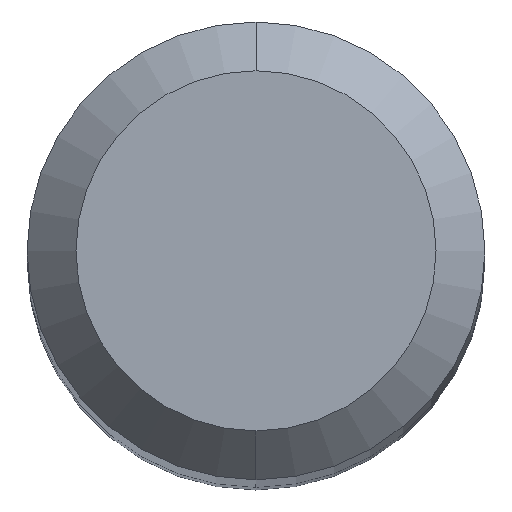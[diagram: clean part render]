
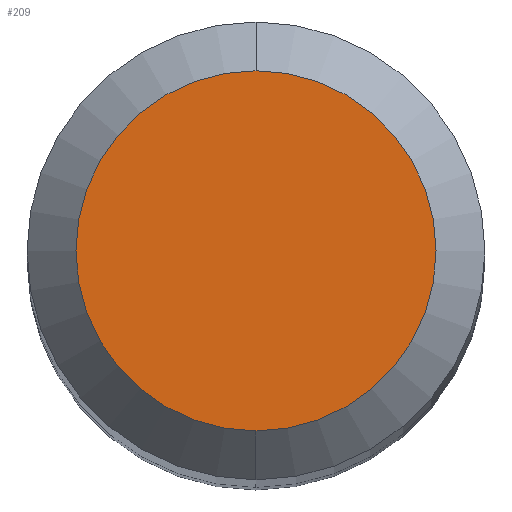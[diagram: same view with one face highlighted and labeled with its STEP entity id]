
A CAD part, top view. The second image highlights one B-rep face of the part: STEP entity #209.
In plain terms, the highlighted planar face has unit normal (0, 0, 1).
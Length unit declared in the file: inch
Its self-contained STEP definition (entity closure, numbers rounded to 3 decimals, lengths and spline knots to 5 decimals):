
#8 = ORIENTED_EDGE ( 'NONE', *, *, #166, .T. ) ;
#24 = DIRECTION ( 'NONE',  ( 0., 0., 1. ) ) ;
#31 = FACE_OUTER_BOUND ( 'NONE', #42, .T. ) ;
#34 = DIRECTION ( 'NONE',  ( 0., 0., 1. ) ) ;
#37 = CARTESIAN_POINT ( 'NONE',  ( 0., -0.07375, 0. ) ) ;
#42 = EDGE_LOOP ( 'NONE', ( #136, #8 ) ) ;
#48 = VERTEX_POINT ( 'NONE', #200 ) ;
#61 = EDGE_CURVE ( 'NONE', #48, #360, #403, .T. ) ;
#129 = CARTESIAN_POINT ( 'NONE',  ( 0., 0., 0. ) ) ;
#136 = ORIENTED_EDGE ( 'NONE', *, *, #61, .T. ) ;
#150 = CARTESIAN_POINT ( 'NONE',  ( 0., 0., 0. ) ) ;
#152 = AXIS2_PLACEMENT_3D ( 'NONE', #129, #34, #184 ) ;
#158 = DIRECTION ( 'NONE',  ( 0., 0., -1. ) ) ;
#166 = EDGE_CURVE ( 'NONE', #360, #48, #220, .T. ) ;
#184 = DIRECTION ( 'NONE',  ( 0., -1., 0. ) ) ;
#200 = CARTESIAN_POINT ( 'NONE',  ( 0., 0.07375, 0. ) ) ;
#209 = ADVANCED_FACE ( 'NONE', ( #31 ), #280, .F. ) ;
#220 = CIRCLE ( 'NONE', #152, 0.07375 ) ;
#255 = AXIS2_PLACEMENT_3D ( 'NONE', #150, #24, #378 ) ;
#280 = PLANE ( 'NONE',  #328 ) ;
#328 = AXIS2_PLACEMENT_3D ( 'NONE', #409, #158, #412 ) ;
#360 = VERTEX_POINT ( 'NONE', #37 ) ;
#378 = DIRECTION ( 'NONE',  ( 0., -1., 0. ) ) ;
#403 = CIRCLE ( 'NONE', #255, 0.07375 ) ;
#409 = CARTESIAN_POINT ( 'NONE',  ( 0., 0.07375, 0. ) ) ;
#412 = DIRECTION ( 'NONE',  ( 0., 1., 0. ) ) ;
